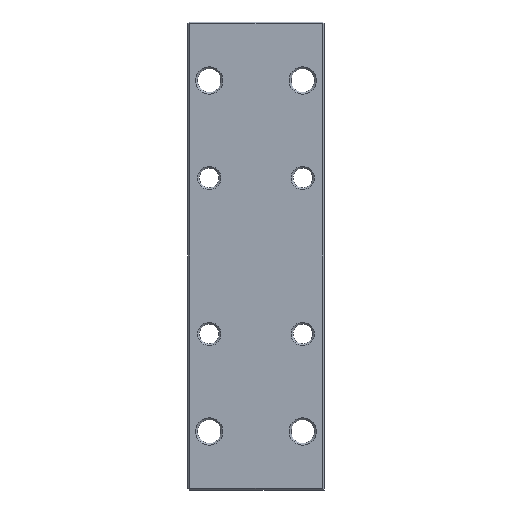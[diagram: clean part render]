
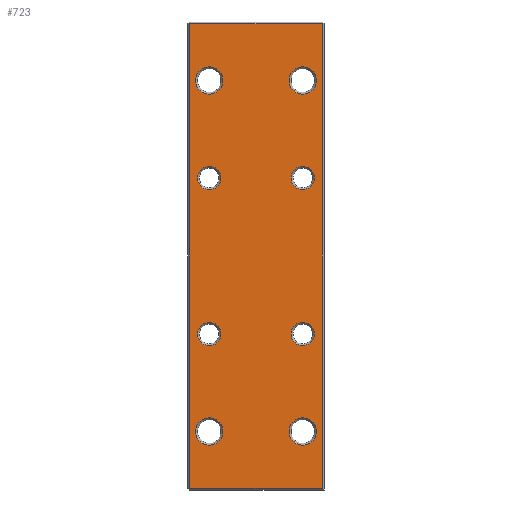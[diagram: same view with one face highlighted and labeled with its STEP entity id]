
A CAD part, front view. The second image highlights one B-rep face of the part: STEP entity #723.
In plain terms, the highlighted planar face has unit normal (0, -1, 0).
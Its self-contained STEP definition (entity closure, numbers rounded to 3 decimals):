
#31=FACE_BOUND('',#136,.T.);
#32=FACE_BOUND('',#137,.T.);
#33=FACE_BOUND('',#138,.T.);
#34=FACE_BOUND('',#139,.T.);
#35=FACE_BOUND('',#140,.T.);
#36=FACE_BOUND('',#141,.T.);
#37=FACE_BOUND('',#142,.T.);
#38=FACE_BOUND('',#143,.T.);
#40=PLANE('',#809);
#80=FACE_OUTER_BOUND('',#135,.T.);
#135=EDGE_LOOP('',(#571,#572,#573,#574));
#136=EDGE_LOOP('',(#575));
#137=EDGE_LOOP('',(#576));
#138=EDGE_LOOP('',(#577));
#139=EDGE_LOOP('',(#578));
#140=EDGE_LOOP('',(#579));
#141=EDGE_LOOP('',(#580));
#142=EDGE_LOOP('',(#581));
#143=EDGE_LOOP('',(#582));
#193=LINE('',#1169,#260);
#194=LINE('',#1171,#261);
#195=LINE('',#1173,#262);
#196=LINE('',#1174,#263);
#260=VECTOR('',#956,10.);
#261=VECTOR('',#957,10.);
#262=VECTOR('',#958,10.);
#263=VECTOR('',#959,10.);
#330=CIRCLE('',#808,3.5);
#331=CIRCLE('',#810,3.5);
#332=CIRCLE('',#811,3.);
#333=CIRCLE('',#812,3.);
#334=CIRCLE('',#813,3.5);
#335=CIRCLE('',#814,3.5);
#336=CIRCLE('',#815,3.);
#337=CIRCLE('',#816,3.);
#366=VERTEX_POINT('',#1163);
#367=VERTEX_POINT('',#1167);
#368=VERTEX_POINT('',#1168);
#369=VERTEX_POINT('',#1170);
#370=VERTEX_POINT('',#1172);
#371=VERTEX_POINT('',#1175);
#372=VERTEX_POINT('',#1177);
#373=VERTEX_POINT('',#1179);
#374=VERTEX_POINT('',#1181);
#375=VERTEX_POINT('',#1183);
#376=VERTEX_POINT('',#1185);
#377=VERTEX_POINT('',#1187);
#437=EDGE_CURVE('',#366,#366,#330,.T.);
#438=EDGE_CURVE('',#367,#368,#193,.T.);
#439=EDGE_CURVE('',#369,#367,#194,.T.);
#440=EDGE_CURVE('',#370,#369,#195,.T.);
#441=EDGE_CURVE('',#368,#370,#196,.T.);
#442=EDGE_CURVE('',#371,#371,#331,.T.);
#443=EDGE_CURVE('',#372,#372,#332,.T.);
#444=EDGE_CURVE('',#373,#373,#333,.T.);
#445=EDGE_CURVE('',#374,#374,#334,.T.);
#446=EDGE_CURVE('',#375,#375,#335,.T.);
#447=EDGE_CURVE('',#376,#376,#336,.T.);
#448=EDGE_CURVE('',#377,#377,#337,.T.);
#571=ORIENTED_EDGE('',*,*,#438,.F.);
#572=ORIENTED_EDGE('',*,*,#439,.F.);
#573=ORIENTED_EDGE('',*,*,#440,.F.);
#574=ORIENTED_EDGE('',*,*,#441,.F.);
#575=ORIENTED_EDGE('',*,*,#442,.F.);
#576=ORIENTED_EDGE('',*,*,#443,.F.);
#577=ORIENTED_EDGE('',*,*,#444,.F.);
#578=ORIENTED_EDGE('',*,*,#445,.F.);
#579=ORIENTED_EDGE('',*,*,#446,.F.);
#580=ORIENTED_EDGE('',*,*,#447,.F.);
#581=ORIENTED_EDGE('',*,*,#448,.F.);
#582=ORIENTED_EDGE('',*,*,#437,.F.);
#723=ADVANCED_FACE('',(#80,#31,#32,#33,#34,#35,#36,#37,#38),#40,.F.);
#808=AXIS2_PLACEMENT_3D('',#1165,#952,#953);
#809=AXIS2_PLACEMENT_3D('',#1166,#954,#955);
#810=AXIS2_PLACEMENT_3D('',#1176,#960,#961);
#811=AXIS2_PLACEMENT_3D('',#1178,#962,#963);
#812=AXIS2_PLACEMENT_3D('',#1180,#964,#965);
#813=AXIS2_PLACEMENT_3D('',#1182,#966,#967);
#814=AXIS2_PLACEMENT_3D('',#1184,#968,#969);
#815=AXIS2_PLACEMENT_3D('',#1186,#970,#971);
#816=AXIS2_PLACEMENT_3D('',#1188,#972,#973);
#952=DIRECTION('center_axis',(0.,-1.,0.));
#953=DIRECTION('ref_axis',(1.,0.,0.));
#954=DIRECTION('center_axis',(0.,1.,0.));
#955=DIRECTION('ref_axis',(1.,0.,0.));
#956=DIRECTION('',(-1.,0.,0.));
#957=DIRECTION('',(0.,0.,-1.));
#958=DIRECTION('',(1.,0.,0.));
#959=DIRECTION('',(0.,0.,1.));
#960=DIRECTION('center_axis',(0.,-1.,0.));
#961=DIRECTION('ref_axis',(1.,0.,0.));
#962=DIRECTION('center_axis',(0.,-1.,0.));
#963=DIRECTION('ref_axis',(1.,0.,0.));
#964=DIRECTION('center_axis',(0.,-1.,0.));
#965=DIRECTION('ref_axis',(1.,0.,0.));
#966=DIRECTION('center_axis',(0.,-1.,0.));
#967=DIRECTION('ref_axis',(1.,0.,0.));
#968=DIRECTION('center_axis',(0.,-1.,0.));
#969=DIRECTION('ref_axis',(1.,0.,0.));
#970=DIRECTION('center_axis',(0.,-1.,0.));
#971=DIRECTION('ref_axis',(1.,0.,0.));
#972=DIRECTION('center_axis',(0.,-1.,0.));
#973=DIRECTION('ref_axis',(1.,0.,0.));
#1163=CARTESIAN_POINT('',(8.5,0.,-45.));
#1165=CARTESIAN_POINT('Origin',(12.,0.,-45.));
#1166=CARTESIAN_POINT('Origin',(0.,0.,0.));
#1167=CARTESIAN_POINT('',(17.,0.,-59.5));
#1168=CARTESIAN_POINT('',(-17.,0.,-59.5));
#1169=CARTESIAN_POINT('',(8.75,0.,-59.5));
#1170=CARTESIAN_POINT('',(17.,0.,59.5));
#1171=CARTESIAN_POINT('',(17.,0.,30.));
#1172=CARTESIAN_POINT('',(-17.,0.,59.5));
#1173=CARTESIAN_POINT('',(-8.75,0.,59.5));
#1174=CARTESIAN_POINT('',(-17.,0.,-30.));
#1175=CARTESIAN_POINT('',(-15.5,0.,-45.));
#1176=CARTESIAN_POINT('Origin',(-12.,0.,-45.));
#1177=CARTESIAN_POINT('',(9.,0.,-20.));
#1178=CARTESIAN_POINT('Origin',(12.,0.,-20.));
#1179=CARTESIAN_POINT('',(-15.,0.,20.));
#1180=CARTESIAN_POINT('Origin',(-12.,0.,20.));
#1181=CARTESIAN_POINT('',(-15.5,0.,45.));
#1182=CARTESIAN_POINT('Origin',(-12.,0.,45.));
#1183=CARTESIAN_POINT('',(8.5,0.,45.));
#1184=CARTESIAN_POINT('Origin',(12.,0.,45.));
#1185=CARTESIAN_POINT('',(9.,0.,20.));
#1186=CARTESIAN_POINT('Origin',(12.,0.,20.));
#1187=CARTESIAN_POINT('',(-15.,0.,-20.));
#1188=CARTESIAN_POINT('Origin',(-12.,0.,-20.));
